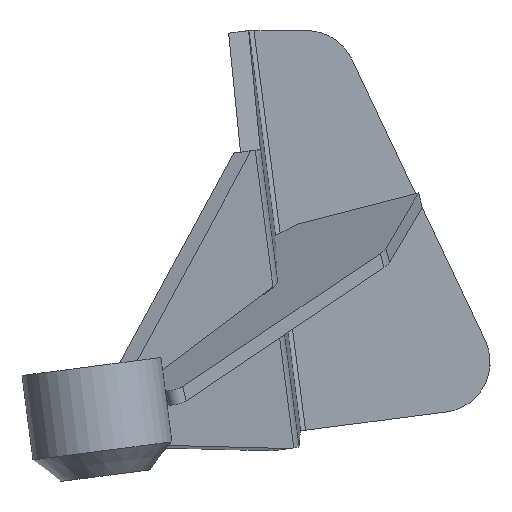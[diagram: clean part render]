
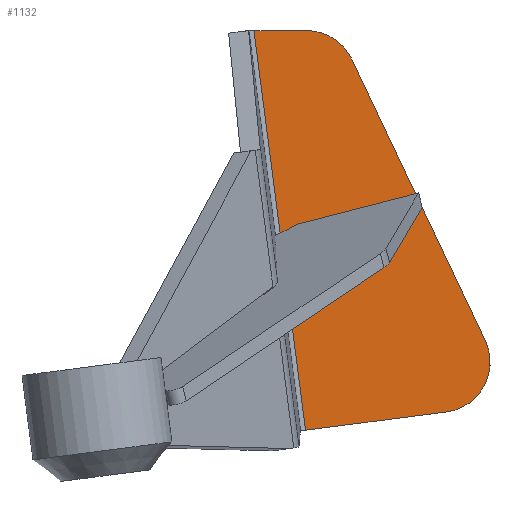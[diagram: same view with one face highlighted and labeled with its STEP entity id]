
A CAD part, left-side view. The second image highlights one B-rep face of the part: STEP entity #1132.
In plain terms, the highlighted planar face has unit normal (-1, 0, 0).
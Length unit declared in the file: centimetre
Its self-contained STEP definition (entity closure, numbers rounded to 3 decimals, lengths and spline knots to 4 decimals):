
#111=FACE_OUTER_BOUND('',#179,.T.);
#179=EDGE_LOOP('',(#1016,#1017,#1018,#1019,#1020,#1021));
#238=LINE('',#1713,#358);
#242=LINE('',#1725,#362);
#305=LINE('',#2029,#425);
#307=LINE('',#2035,#427);
#358=VECTOR('',#1373,2.8401);
#362=VECTOR('',#1385,8.0539);
#425=VECTOR('',#1514,1.054);
#427=VECTOR('',#1522,6.2312);
#449=CIRCLE('',#1182,1.);
#455=CIRCLE('',#1222,1.);
#508=VERTEX_POINT('',#1706);
#509=VERTEX_POINT('',#1708);
#510=VERTEX_POINT('',#1712);
#514=VERTEX_POINT('',#1724);
#550=VERTEX_POINT('',#2027);
#551=VERTEX_POINT('',#2031);
#624=EDGE_CURVE('',#509,#508,#449,.T.);
#626=EDGE_CURVE('',#510,#509,#238,.T.);
#632=EDGE_CURVE('',#514,#510,#242,.T.);
#704=EDGE_CURVE('',#550,#514,#305,.T.);
#705=EDGE_CURVE('',#551,#550,#455,.T.);
#707=EDGE_CURVE('',#508,#551,#307,.T.);
#1016=ORIENTED_EDGE('',*,*,#624,.T.);
#1017=ORIENTED_EDGE('',*,*,#707,.T.);
#1018=ORIENTED_EDGE('',*,*,#705,.T.);
#1019=ORIENTED_EDGE('',*,*,#704,.T.);
#1020=ORIENTED_EDGE('',*,*,#632,.T.);
#1021=ORIENTED_EDGE('',*,*,#626,.T.);
#1066=PLANE('',#1224);
#1132=ADVANCED_FACE('',(#111),#1066,.F.);
#1182=AXIS2_PLACEMENT_3D('',#1709,#1368,#1369);
#1222=AXIS2_PLACEMENT_3D('',#2032,#1517,#1518);
#1224=AXIS2_PLACEMENT_3D('',#2036,#1523,#1524);
#1368=DIRECTION('center_axis',(-1.,0.,0.));
#1369=DIRECTION('ref_axis',(0.,-0.128,-0.992));
#1373=DIRECTION('',(0.,-0.992,0.128));
#1385=DIRECTION('',(0.,-0.128,-0.992));
#1514=DIRECTION('',(0.,1.,0.));
#1517=DIRECTION('center_axis',(-1.,0.,0.));
#1518=DIRECTION('ref_axis',(0.,-0.904,0.428));
#1522=DIRECTION('',(0.,0.428,0.904));
#1523=DIRECTION('center_axis',(1.,0.,0.));
#1524=DIRECTION('ref_axis',(0.,0.,-1.));
#1706=CARTESIAN_POINT('',(-3.2,2.6681,8.7467));
#1708=CARTESIAN_POINT('',(-3.2,3.4436,7.3269));
#1709=CARTESIAN_POINT('Origin',(-3.2,3.5719,8.3186));
#1712=CARTESIAN_POINT('',(-3.2,6.2603,6.9626));
#1713=CARTESIAN_POINT('',(-3.2,6.2603,6.9626));
#1724=CARTESIAN_POINT('',(-3.2,7.2933,14.95));
#1725=CARTESIAN_POINT('',(-3.2,7.2933,14.95));
#2027=CARTESIAN_POINT('',(-3.2,6.2393,14.95));
#2029=CARTESIAN_POINT('',(-3.2,6.2393,14.95));
#2031=CARTESIAN_POINT('',(-3.2,5.3356,14.3781));
#2032=CARTESIAN_POINT('Origin',(-3.2,6.2393,13.95));
#2035=CARTESIAN_POINT('',(-3.2,2.6681,8.7467));
#2036=CARTESIAN_POINT('Origin',(-3.2,0.,0.));
